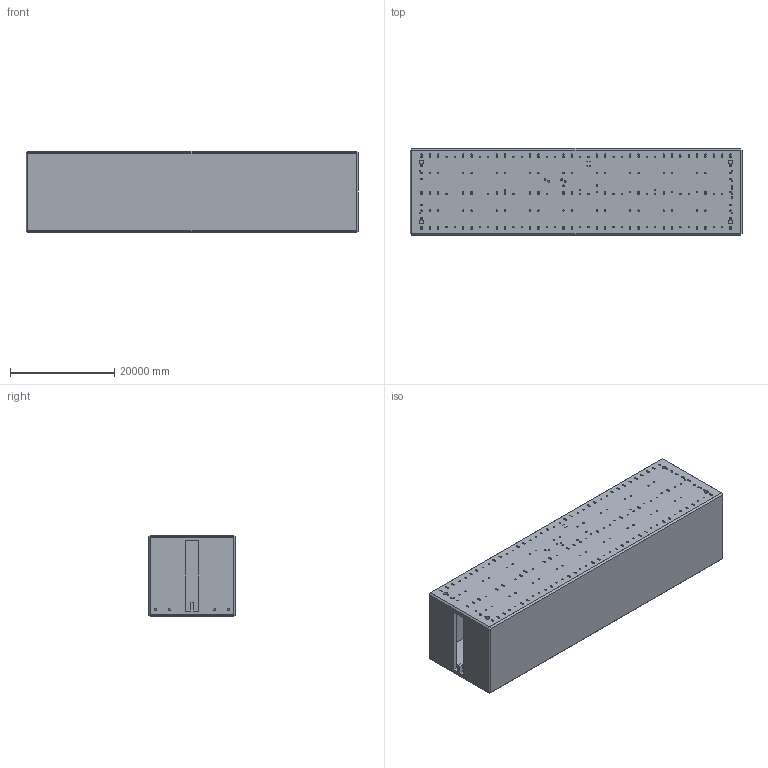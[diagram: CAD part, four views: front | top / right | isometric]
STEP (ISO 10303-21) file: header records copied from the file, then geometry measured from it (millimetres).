
FILE_DESCRIPTION(('CATIA V5-6R2013 STEP','CAx-IF Rec.Pracs.--- Model Styling and Organization---1.4--- 2014-01-23','CAx-IF Rec.Pracs.--- Geometric and Assembly Validation Properties ---4.2---2014-10-09'),'2;1');
FILE_NAME('Cavern S - Chamber ES - Warm Cryostat SP - Containment System - ST1090485.stp','2019-12-19T14:54:21+00:00',('none'),('CERN'),'CATIA Version 5-6 Release 2017 SP6 HF16','CATIA V5 STEP AP214','none');
FILE_SCHEMA(('AUTOMOTIVE_DESIGN { 1 0 10303 214 1 1 1 1 }'));
Length unit declared in the file: millimetre
Products named in the file (2): ST1090485_01; ST0858074_07
Assembly tree (1 placements, depth 2):
  ST1090485_01
    ST0858074_07
Bounding box: 63624 x 16724 x 15624 mm (x, y, z)
Volume: 3456261213168.2 mm3; surface area: 17699624548.3 mm2
Topology: 2 solids, 2 shells, 1090 faces, 3175 edges, 2093 vertices
Faces by surface type: cylinder 990, plane 100
Entity records: 34766 total; most frequent: ORIENTED_EDGE 6350, CARTESIAN_POINT 5870, DIRECTION 4365, EDGE_CURVE 3175, AXIS2_PLACEMENT_3D 2576, VERTEX_POINT 2093, EDGE_LOOP 2082, CIRCLE 1981
